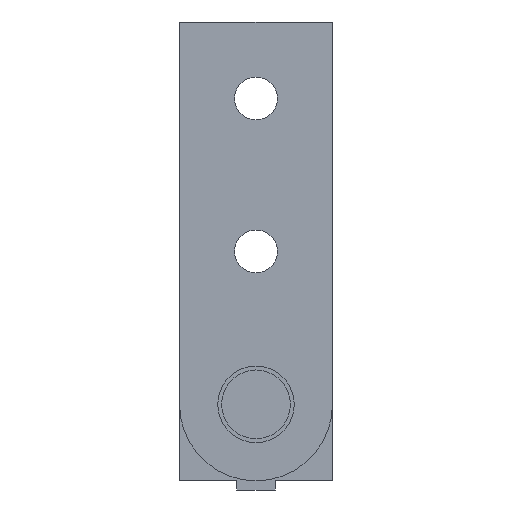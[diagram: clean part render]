
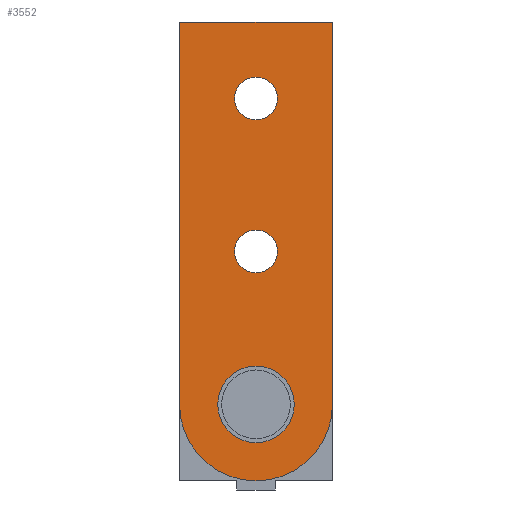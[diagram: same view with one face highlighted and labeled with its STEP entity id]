
A CAD part, left-side view. The second image highlights one B-rep face of the part: STEP entity #3552.
In plain terms, the highlighted planar face has unit normal (-1, 0, 0).
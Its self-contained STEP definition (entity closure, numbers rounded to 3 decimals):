
#3188=CARTESIAN_POINT('',(-0.751,0.14,1.5));
#3189=VERTEX_POINT('',#3188);
#3205=CARTESIAN_POINT('',(-0.751,-0.14,1.5));
#3206=VERTEX_POINT('',#3205);
#3213=CARTESIAN_POINT('',(-0.751,0.0,1.5));
#3214=DIRECTION('',(1.0,0.0,0.0));
#3215=DIRECTION('',(0.0,1.0,0.0));
#3216=AXIS2_PLACEMENT_3D('',#3213,#3214,#3215);
#3217=CIRCLE('',#3216,0.14);
#3218=EDGE_CURVE('',#3189,#3206,#3217,.T.);
#3230=CARTESIAN_POINT('',(-0.751,0.14,2.5));
#3231=VERTEX_POINT('',#3230);
#3247=CARTESIAN_POINT('',(-0.751,-0.14,2.5));
#3248=VERTEX_POINT('',#3247);
#3255=CARTESIAN_POINT('',(-0.751,0.0,2.5));
#3256=DIRECTION('',(1.0,0.0,0.0));
#3257=DIRECTION('',(0.0,1.0,0.0));
#3258=AXIS2_PLACEMENT_3D('',#3255,#3256,#3257);
#3259=CIRCLE('',#3258,0.14);
#3260=EDGE_CURVE('',#3231,#3248,#3259,.T.);
#3272=CARTESIAN_POINT('',(-0.751,0.14,0.5));
#3273=VERTEX_POINT('',#3272);
#3289=CARTESIAN_POINT('',(-0.751,-0.14,0.5));
#3290=VERTEX_POINT('',#3289);
#3297=CARTESIAN_POINT('',(-0.751,0.,0.5));
#3298=DIRECTION('',(1.0,0.0,0.0));
#3299=DIRECTION('',(0.0,1.0,0.0));
#3300=AXIS2_PLACEMENT_3D('',#3297,#3298,#3299);
#3301=CIRCLE('',#3300,0.14);
#3302=EDGE_CURVE('',#3273,#3290,#3301,.T.);
#3313=CARTESIAN_POINT('',(-0.751,0.,0.5));
#3314=DIRECTION('',(1.0,0.0,0.0));
#3315=DIRECTION('',(0.0,1.0,0.0));
#3316=AXIS2_PLACEMENT_3D('',#3313,#3314,#3315);
#3317=CIRCLE('',#3316,0.14);
#3318=EDGE_CURVE('',#3290,#3273,#3317,.T.);
#3337=CARTESIAN_POINT('',(-0.751,0.0,2.5));
#3338=DIRECTION('',(1.0,0.0,0.0));
#3339=DIRECTION('',(0.0,1.0,0.0));
#3340=AXIS2_PLACEMENT_3D('',#3337,#3338,#3339);
#3341=CIRCLE('',#3340,0.14);
#3342=EDGE_CURVE('',#3248,#3231,#3341,.T.);
#3361=CARTESIAN_POINT('',(-0.751,0.0,1.5));
#3362=DIRECTION('',(1.0,0.0,0.0));
#3363=DIRECTION('',(0.0,1.0,0.0));
#3364=AXIS2_PLACEMENT_3D('',#3361,#3362,#3363);
#3365=CIRCLE('',#3364,0.14);
#3366=EDGE_CURVE('',#3206,#3189,#3365,.T.);
#3384=CARTESIAN_POINT('',(-0.751,-0.5,3.0));
#3385=VERTEX_POINT('',#3384);
#3386=CARTESIAN_POINT('',(-0.751,-0.5,0.5));
#3387=VERTEX_POINT('',#3386);
#3388=CARTESIAN_POINT('',(-0.751,-0.5,3.0));
#3389=DIRECTION('',(0.0,0.0,-1.0));
#3390=VECTOR('',#3389,2.5);
#3391=LINE('',#3388,#3390);
#3392=EDGE_CURVE('',#3385,#3387,#3391,.T.);
#3424=CARTESIAN_POINT('',(-0.751,0.5,0.5));
#3425=VERTEX_POINT('',#3424);
#3426=CARTESIAN_POINT('',(-0.751,0.,0.5));
#3427=DIRECTION('',(1.0,0.,0.));
#3428=DIRECTION('',(0.,0.707,-0.707));
#3429=AXIS2_PLACEMENT_3D('',#3426,#3427,#3428);
#3430=CIRCLE('',#3429,0.5);
#3431=EDGE_CURVE('',#3387,#3425,#3430,.T.);
#3457=CARTESIAN_POINT('',(-0.751,0.5,3.0));
#3458=VERTEX_POINT('',#3457);
#3459=CARTESIAN_POINT('',(-0.751,0.5,0.5));
#3460=DIRECTION('',(0.0,0.0,1.0));
#3461=VECTOR('',#3460,2.5);
#3462=LINE('',#3459,#3461);
#3463=EDGE_CURVE('',#3425,#3458,#3462,.T.);
#3488=CARTESIAN_POINT('',(-0.751,0.5,3.0));
#3489=DIRECTION('',(0.0,-1.0,0.0));
#3490=VECTOR('',#3489,1.0);
#3491=LINE('',#3488,#3490);
#3492=EDGE_CURVE('',#3458,#3385,#3491,.T.);
#3529=CARTESIAN_POINT('',(-0.751,-0.5,3.0));
#3530=DIRECTION('',(1.0,0.0,0.0));
#3531=DIRECTION('',(0.0,-1.0,0.0));
#3532=AXIS2_PLACEMENT_3D('',#3529,#3530,#3531);
#3533=PLANE('',#3532);
#3534=ORIENTED_EDGE('',*,*,#3392,.F.);
#3535=ORIENTED_EDGE('',*,*,#3492,.F.);
#3536=ORIENTED_EDGE('',*,*,#3463,.F.);
#3537=ORIENTED_EDGE('',*,*,#3431,.F.);
#3538=EDGE_LOOP('',(#3534,#3535,#3536,#3537));
#3539=FACE_OUTER_BOUND('',#3538,.T.);
#3540=ORIENTED_EDGE('',*,*,#3302,.T.);
#3541=ORIENTED_EDGE('',*,*,#3318,.T.);
#3542=EDGE_LOOP('',(#3540,#3541));
#3543=FACE_BOUND('',#3542,.T.);
#3544=ORIENTED_EDGE('',*,*,#3260,.T.);
#3545=ORIENTED_EDGE('',*,*,#3342,.T.);
#3546=EDGE_LOOP('',(#3544,#3545));
#3547=FACE_BOUND('',#3546,.T.);
#3548=ORIENTED_EDGE('',*,*,#3218,.T.);
#3549=ORIENTED_EDGE('',*,*,#3366,.T.);
#3550=EDGE_LOOP('',(#3548,#3549));
#3551=FACE_BOUND('',#3550,.T.);
#3552=ADVANCED_FACE('',(#3539,#3543,#3547,#3551),#3533,.F.);
